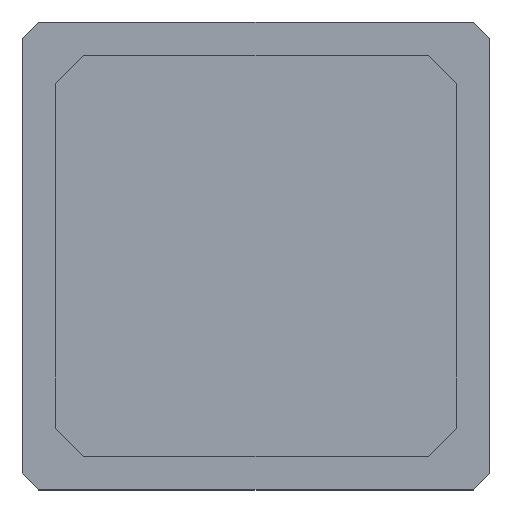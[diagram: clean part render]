
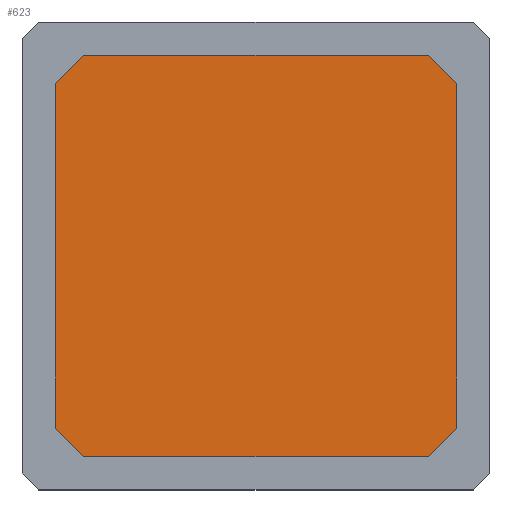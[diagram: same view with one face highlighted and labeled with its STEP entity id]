
A CAD part, top view. The second image highlights one B-rep face of the part: STEP entity #623.
In plain terms, the highlighted planar face has unit normal (0, 0, 1).
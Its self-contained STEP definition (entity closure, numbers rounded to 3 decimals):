
#353 = VERTEX_POINT('',#354);
#354 = CARTESIAN_POINT('',(-7.73,-9.,4.2));
#360 = EDGE_CURVE('',#353,#361,#363,.T.);
#361 = VERTEX_POINT('',#362);
#362 = CARTESIAN_POINT('',(7.73,-9.,4.2));
#363 = LINE('',#364,#365);
#364 = CARTESIAN_POINT('',(-9.,-9.,4.2));
#365 = VECTOR('',#366,1.);
#366 = DIRECTION('',(1.,0.,0.));
#384 = EDGE_CURVE('',#353,#385,#387,.T.);
#385 = VERTEX_POINT('',#386);
#386 = CARTESIAN_POINT('',(-9.,-7.73,4.2));
#387 = LINE('',#388,#389);
#388 = CARTESIAN_POINT('',(-8.365,-8.365,4.2));
#389 = VECTOR('',#390,1.);
#390 = DIRECTION('',(-0.707,0.707,0.));
#408 = EDGE_CURVE('',#361,#409,#411,.T.);
#409 = VERTEX_POINT('',#410);
#410 = CARTESIAN_POINT('',(9.,-7.73,4.2));
#411 = LINE('',#412,#413);
#412 = CARTESIAN_POINT('',(8.365,-8.365,4.2));
#413 = VECTOR('',#414,1.);
#414 = DIRECTION('',(0.707,0.707,0.));
#432 = VERTEX_POINT('',#433);
#433 = CARTESIAN_POINT('',(-9.,7.73,4.2));
#439 = EDGE_CURVE('',#432,#385,#440,.T.);
#440 = LINE('',#441,#442);
#441 = CARTESIAN_POINT('',(-9.,9.,4.2));
#442 = VECTOR('',#443,1.);
#443 = DIRECTION('',(0.,-1.,0.));
#456 = EDGE_CURVE('',#409,#457,#459,.T.);
#457 = VERTEX_POINT('',#458);
#458 = CARTESIAN_POINT('',(9.,7.73,4.2));
#459 = LINE('',#460,#461);
#460 = CARTESIAN_POINT('',(9.,-9.,4.2));
#461 = VECTOR('',#462,1.);
#462 = DIRECTION('',(0.,1.,0.));
#480 = VERTEX_POINT('',#481);
#481 = CARTESIAN_POINT('',(-7.73,9.,4.2));
#487 = EDGE_CURVE('',#480,#432,#488,.T.);
#488 = LINE('',#489,#490);
#489 = CARTESIAN_POINT('',(-8.365,8.365,4.2));
#490 = VECTOR('',#491,1.);
#491 = DIRECTION('',(-0.707,-0.707,0.));
#504 = EDGE_CURVE('',#457,#505,#507,.T.);
#505 = VERTEX_POINT('',#506);
#506 = CARTESIAN_POINT('',(7.73,9.,4.2));
#507 = LINE('',#508,#509);
#508 = CARTESIAN_POINT('',(8.365,8.365,4.2));
#509 = VECTOR('',#510,1.);
#510 = DIRECTION('',(-0.707,0.707,0.));
#528 = EDGE_CURVE('',#505,#480,#529,.T.);
#529 = LINE('',#530,#531);
#530 = CARTESIAN_POINT('',(9.,9.,4.2));
#531 = VECTOR('',#532,1.);
#532 = DIRECTION('',(-1.,0.,0.));
#623 = ADVANCED_FACE('',(#624),#634,.T.);
#624 = FACE_BOUND('',#625,.T.);
#625 = EDGE_LOOP('',(#626,#627,#628,#629,#630,#631,#632,#633));
#626 = ORIENTED_EDGE('',*,*,#360,.T.);
#627 = ORIENTED_EDGE('',*,*,#408,.T.);
#628 = ORIENTED_EDGE('',*,*,#456,.T.);
#629 = ORIENTED_EDGE('',*,*,#504,.T.);
#630 = ORIENTED_EDGE('',*,*,#528,.T.);
#631 = ORIENTED_EDGE('',*,*,#487,.T.);
#632 = ORIENTED_EDGE('',*,*,#439,.T.);
#633 = ORIENTED_EDGE('',*,*,#384,.F.);
#634 = PLANE('',#635);
#635 = AXIS2_PLACEMENT_3D('',#636,#637,#638);
#636 = CARTESIAN_POINT('',(0.,0.,4.2));
#637 = DIRECTION('',(0.,0.,1.));
#638 = DIRECTION('',(1.,0.,0.));
